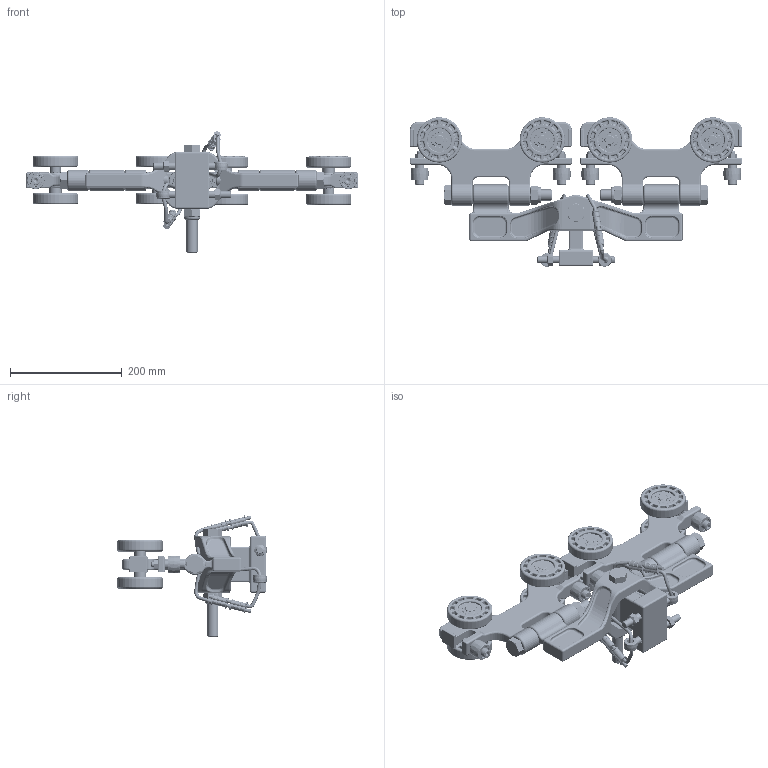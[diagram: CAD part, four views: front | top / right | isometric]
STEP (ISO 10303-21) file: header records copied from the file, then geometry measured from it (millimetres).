
FILE_DESCRIPTION((''),'2;1');
FILE_NAME('22052.stp','2011-03-08T09:49:19',('jholman'),(''),'Autodesk Inventor 2009','Autodesk Inventor 2009','');
FILE_SCHEMA(('AUTOMOTIVE_DESIGN { 1 0 10303 214 1 1 1 1 }'));
Length unit declared in the file: inch
Products named in the file (24): 22052; 20011; 3D11X4B4D; 3D11JDF4B; 3D11I6B4A; 3D11H6B4A; 3D11ODF4B; 3D11KDF4A; 3D11MDF4A; 3D11LDF4A; 3D11NDF4A; Hex Nut - UNC (Regular Thread - Inch) 3/8 - 16; Hex Cap Screw - Metric M20 x 180; 3D1173G4D; 3D11FDF4B; 3D11HDF4B; 3D11IDF4A; AS 1420 - Metric M10 x 50; 3D11C4B4C; 3D11ZFB4C; 3D115FD4B; Prevailing Torque Type Hex Nut - UNC (Regular Thread - Inch)  (IFI) 1/2 - 13 Metal Type; 3D115MD4D; 3D111MD4A
Assembly tree (44 placements, depth 4):
  22052
    20011  x2
      3D11X4B4D
      3D11JDF4B
      3D11I6B4A
      3D11H6B4A
      3D11ODF4B
        3D11KDF4A
        3D11MDF4A  x2
        3D11LDF4A
        3D11NDF4A
      Hex Nut - UNC (Regular Thread - Inch) 3/8 - 16
      Hex Cap Screw - Metric M20 x 180
      3D1173G4D
      3D11FDF4B
        3D11HDF4B
        3D11IDF4A
      AS 1420 - Metric M10 x 50
    3D11C4B4C
    3D11ZFB4C
    Hex Cap Screw - Metric M20 x 180
    3D115FD4B  x2
    Prevailing Torque Type Hex Nut - UNC (Regular Thread - Inch)  (IFI) 1/2 - 13 Metal Type  x2
    3D115MD4D  x2
    3D111MD4A  x4
    3D1173G4D
Bounding box: 593.73 x 267.25 x 216.93 mm (x, y, z)
Volume: 2915441 mm3; surface area: 691558.3 mm2
Topology: 80 solids, 80 shells, 9624 faces, 22100 edges, 12122 vertices
Faces by surface type: bspline 4222, plane 2008, cylinder 1541, torus 1097, cone 560, sphere 196
Full cylindrical faces by diameter (mm): 6.35 x18, 9.525 x12, 9.754 x4, 10 x4, 12.7 x10, 15.875 x4, 15.977 x8, 16 x4, 16.954 x16, 16.993 x8, 17.602 x3, 17.78 x4, 17.882 x4, 18.974 x3, 19.05 x12, 20 x3, 20.638 x2, 22.098 x8, 22.174 x8, 22.225 x13, 26.594 x8, 26.797 x8, 27.7 x3, 28.575 x8, 28.577 x3, 41.707 x8, 41.91 x8, 42.238 x16, 46.99 x8, 47 x8
Entity records: 89021 total; most frequent: CARTESIAN_POINT 44194, ORIENTED_EDGE 9096, DIRECTION 8936, EDGE_CURVE 4548, AXIS2_PLACEMENT_3D 3821, VERTEX_POINT 2669, EDGE_LOOP 2429, CIRCLE 2235
